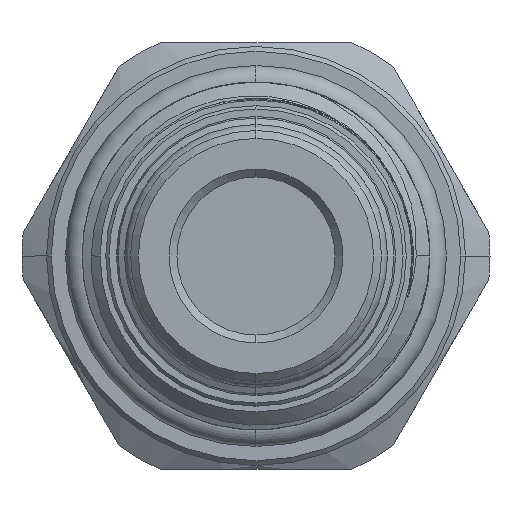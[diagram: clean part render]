
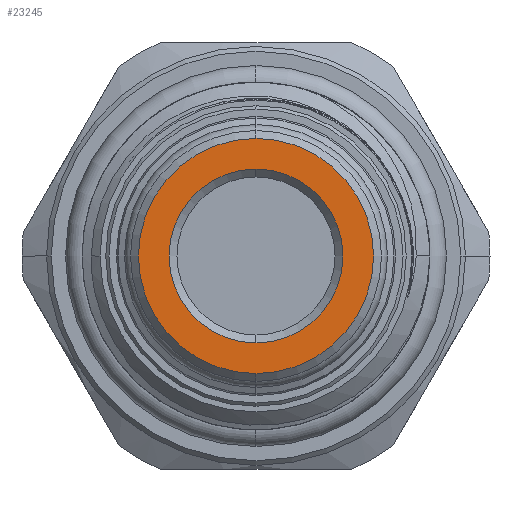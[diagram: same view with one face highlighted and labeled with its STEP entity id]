
A CAD part, left-side view. The second image highlights one B-rep face of the part: STEP entity #23245.
In plain terms, the highlighted planar face has unit normal (-1, 0, 0).
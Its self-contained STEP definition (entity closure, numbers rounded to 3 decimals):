
#81 = CIRCLE ( 'NONE', #21640, 7.435 ) ;
#1498 = VERTEX_POINT ( 'NONE', #33262 ) ;
#1622 = PLANE ( 'NONE',  #32260 ) ;
#4418 = DIRECTION ( 'NONE',  ( 0., 0., -1. ) ) ;
#4720 = EDGE_LOOP ( 'NONE', ( #22371, #31835 ) ) ;
#5879 = CIRCLE ( 'NONE', #19548, 7.435 ) ;
#6402 = EDGE_CURVE ( 'NONE', #36000, #13984, #30965, .T. ) ;
#6818 = EDGE_CURVE ( 'NONE', #15724, #1498, #81, .T. ) ;
#7016 = CARTESIAN_POINT ( 'NONE',  ( -82.75, 0., -5.5 ) ) ;
#7083 = CIRCLE ( 'NONE', #17715, 5.5 ) ;
#10095 = CARTESIAN_POINT ( 'NONE',  ( -82.75, 0., 0. ) ) ;
#12981 = DIRECTION ( 'NONE',  ( 1., 0., 0. ) ) ;
#13984 = VERTEX_POINT ( 'NONE', #26215 ) ;
#14089 = CARTESIAN_POINT ( 'NONE',  ( -82.75, 0., 0. ) ) ;
#15724 = VERTEX_POINT ( 'NONE', #36055 ) ;
#16115 = ORIENTED_EDGE ( 'NONE', *, *, #6818, .T. ) ;
#17357 = DIRECTION ( 'NONE',  ( -1., 0., 0. ) ) ;
#17412 = DIRECTION ( 'NONE',  ( 0., 0., 1. ) ) ;
#17715 = AXIS2_PLACEMENT_3D ( 'NONE', #19572, #34138, #37165 ) ;
#18582 = CARTESIAN_POINT ( 'NONE',  ( -82.75, 0., -7.435 ) ) ;
#18964 = DIRECTION ( 'NONE',  ( 1., 0., 0. ) ) ;
#18983 = AXIS2_PLACEMENT_3D ( 'NONE', #10095, #12981, #33263 ) ;
#19548 = AXIS2_PLACEMENT_3D ( 'NONE', #14089, #17357, #20286 ) ;
#19572 = CARTESIAN_POINT ( 'NONE',  ( -82.75, 0., 0. ) ) ;
#19730 = EDGE_CURVE ( 'NONE', #1498, #15724, #5879, .T. ) ;
#20286 = DIRECTION ( 'NONE',  ( 0., 0., 1. ) ) ;
#21403 = EDGE_LOOP ( 'NONE', ( #16115, #28549 ) ) ;
#21640 = AXIS2_PLACEMENT_3D ( 'NONE', #25802, #34777, #17412 ) ;
#22371 = ORIENTED_EDGE ( 'NONE', *, *, #28224, .T. ) ;
#23245 = ADVANCED_FACE ( 'NONE', ( #35118, #32408 ), #1622, .F. ) ;
#25802 = CARTESIAN_POINT ( 'NONE',  ( -82.75, 0., 0. ) ) ;
#26215 = CARTESIAN_POINT ( 'NONE',  ( -82.75, 0., 5.5 ) ) ;
#28224 = EDGE_CURVE ( 'NONE', #13984, #36000, #7083, .T. ) ;
#28549 = ORIENTED_EDGE ( 'NONE', *, *, #19730, .T. ) ;
#30965 = CIRCLE ( 'NONE', #18983, 5.5 ) ;
#31835 = ORIENTED_EDGE ( 'NONE', *, *, #6402, .T. ) ;
#32260 = AXIS2_PLACEMENT_3D ( 'NONE', #18582, #18964, #4418 ) ;
#32408 = FACE_OUTER_BOUND ( 'NONE', #21403, .T. ) ;
#33262 = CARTESIAN_POINT ( 'NONE',  ( -82.75, 0., 7.435 ) ) ;
#33263 = DIRECTION ( 'NONE',  ( 0., 0., -1. ) ) ;
#34138 = DIRECTION ( 'NONE',  ( 1., 0., 0. ) ) ;
#34777 = DIRECTION ( 'NONE',  ( -1., 0., 0. ) ) ;
#35118 = FACE_BOUND ( 'NONE', #4720, .T. ) ;
#36000 = VERTEX_POINT ( 'NONE', #7016 ) ;
#36055 = CARTESIAN_POINT ( 'NONE',  ( -82.75, 0., -7.435 ) ) ;
#37165 = DIRECTION ( 'NONE',  ( 0., 0., -1. ) ) ;
